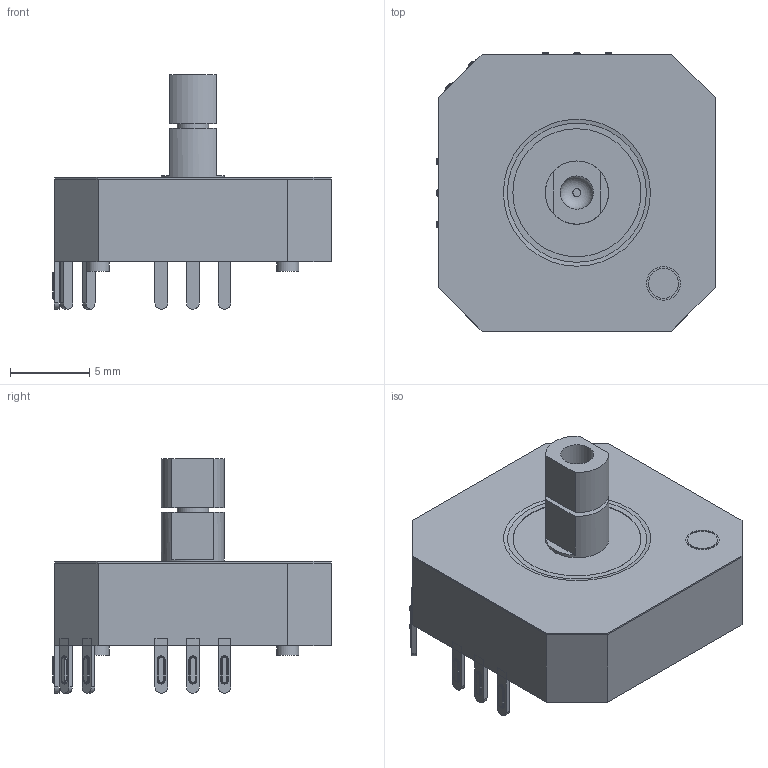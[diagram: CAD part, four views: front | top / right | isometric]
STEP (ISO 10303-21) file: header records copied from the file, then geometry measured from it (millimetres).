
FILE_DESCRIPTION(/* description */ ('STEP AP242','CAx-IF Rec.Pracs.---Representation and Presentation of Product Manufacturing Information (PMI)---4.0---2014-10-13','CAx-IF Rec.Pracs.---3D Tessellated Geometry---0.4---2014-09-14','2;1'),/* implementation_level */ '2;1');
FILE_NAME(/* name */ '659922d11dd13c2931dc2f59',/* time_stamp */ '2024-01-06T09:52:18Z',/* author */ (''),/* organization */ (''),/* preprocessor_version */ 'ST-DEVELOPER v19.4',/* originating_system */ ' ',/* authorisation */ ' ');
FILE_SCHEMA (('AP242_MANAGED_MODEL_BASED_3D_ENGINEERING_MIM_LF { 1 0 10303 442 1 1 4 }'));
Length unit declared in the file: metre
Products named in the file (12): Pin; Switch; Stick; Wrap; Base
Bounding box: 17.61 x 17.61 x 14.84 mm (x, y, z)
Volume: 1618.8 mm3; surface area: 1612 mm2
Topology: 12 solids, 12 shells, 169 faces, 358 edges, 228 vertices
Faces by surface type: plane 85, cylinder 50, torus 33, cone 1
Full cylindrical faces by diameter (mm): 1.4 x2, 1.896 x1, 2 x1, 2.1 x1, 2.126 x1, 4 x1, 8.1 x1
Entity records: 4786 total; most frequent: DIRECTION 862, CARTESIAN_POINT 753, ORIENTED_EDGE 692, EDGE_CURVE 346, AXIS2_PLACEMENT_3D 335, VERTEX_POINT 226, EDGE_LOOP 196, FACE_BOUND 196
